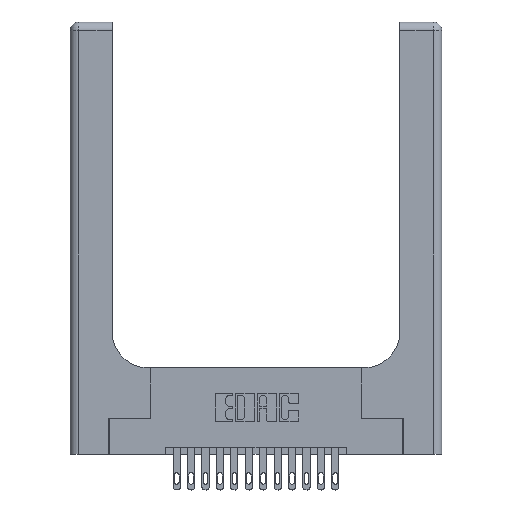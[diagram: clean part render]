
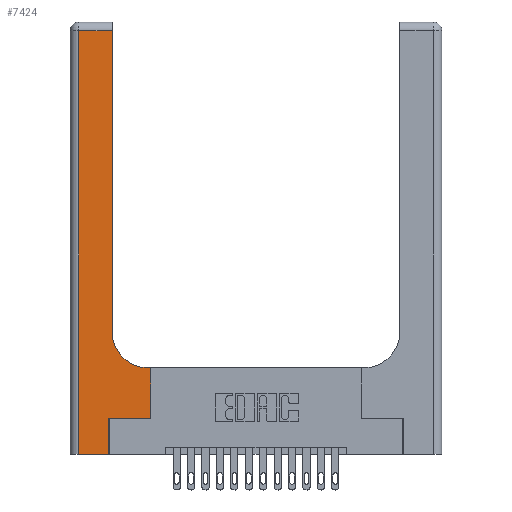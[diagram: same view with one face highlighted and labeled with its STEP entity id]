
A CAD part, top view. The second image highlights one B-rep face of the part: STEP entity #7424.
In plain terms, the highlighted planar face has unit normal (0, 0, 1).
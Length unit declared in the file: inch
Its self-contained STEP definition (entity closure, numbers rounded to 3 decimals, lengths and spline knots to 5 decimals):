
#161 = CARTESIAN_POINT ( 'NONE',  ( 0.2915, 2.94, 0.37 ) ) ;
#162 = ORIENTED_EDGE ( 'NONE', *, *, #3622, .T. ) ;
#528 = CARTESIAN_POINT ( 'NONE',  ( 0.5415, 0.6, 0.37 ) ) ;
#754 = VERTEX_POINT ( 'NONE', #7679 ) ;
#1006 = FACE_OUTER_BOUND ( 'NONE', #12885, .T. ) ;
#1286 = EDGE_CURVE ( 'NONE', #4433, #17454, #13400, .T. ) ;
#1795 = VECTOR ( 'NONE', #13557, 39.37008 ) ;
#2373 = CARTESIAN_POINT ( 'NONE',  ( 0.5585, 0.25, 0.37 ) ) ;
#2988 = ORIENTED_EDGE ( 'NONE', *, *, #14647, .T. ) ;
#3028 = VECTOR ( 'NONE', #5675, 39.37008 ) ;
#3034 = VECTOR ( 'NONE', #16084, 39.37008 ) ;
#3160 = LINE ( 'NONE', #14690, #1795 ) ;
#3394 = CARTESIAN_POINT ( 'NONE',  ( 0.269, 0.25, 0.37 ) ) ;
#3528 = VECTOR ( 'NONE', #12680, 39.37008 ) ;
#3622 = EDGE_CURVE ( 'NONE', #12270, #9282, #18233, .T. ) ;
#3674 = ORIENTED_EDGE ( 'NONE', *, *, #6675, .T. ) ;
#4433 = VERTEX_POINT ( 'NONE', #13012 ) ;
#4451 = CARTESIAN_POINT ( 'NONE',  ( 0.269, 0., 0.37 ) ) ;
#4541 = ORIENTED_EDGE ( 'NONE', *, *, #17420, .T. ) ;
#4654 = CARTESIAN_POINT ( 'NONE',  ( 0.2915, 0.6, 0.37 ) ) ;
#4887 = LINE ( 'NONE', #2373, #12119 ) ;
#5007 = DIRECTION ( 'NONE',  ( 0., 1., 0. ) ) ;
#5256 = ORIENTED_EDGE ( 'NONE', *, *, #1286, .T. ) ;
#5675 = DIRECTION ( 'NONE',  ( -1., 0., 0. ) ) ;
#5931 = DIRECTION ( 'NONE',  ( -1., 0., 0. ) ) ;
#6050 = ORIENTED_EDGE ( 'NONE', *, *, #17486, .T. ) ;
#6245 = CARTESIAN_POINT ( 'NONE',  ( 0.06, 0., 0.37 ) ) ;
#6507 = ORIENTED_EDGE ( 'NONE', *, *, #12109, .T. ) ;
#6675 = EDGE_CURVE ( 'NONE', #9282, #13209, #10947, .T. ) ;
#7180 = CARTESIAN_POINT ( 'NONE',  ( 0.5415, 0.85, 0.37 ) ) ;
#7424 = ADVANCED_FACE ( 'NONE', ( #1006 ), #13056, .F. ) ;
#7679 = CARTESIAN_POINT ( 'NONE',  ( 0.06, 2.94, 0.37 ) ) ;
#7955 = LINE ( 'NONE', #9668, #9794 ) ;
#9020 = DIRECTION ( 'NONE',  ( -1., 0., 0. ) ) ;
#9282 = VERTEX_POINT ( 'NONE', #13904 ) ;
#9387 = DIRECTION ( 'NONE',  ( 0., 0., -1. ) ) ;
#9456 = VECTOR ( 'NONE', #9020, 39.37008 ) ;
#9464 = VERTEX_POINT ( 'NONE', #13034 ) ;
#9549 = CARTESIAN_POINT ( 'NONE',  ( 0., 0., 0.37 ) ) ;
#9668 = CARTESIAN_POINT ( 'NONE',  ( 0.269, 0.25, 0.37 ) ) ;
#9788 = CARTESIAN_POINT ( 'NONE',  ( 0.2915, 3., 0.37 ) ) ;
#9794 = VECTOR ( 'NONE', #11164, 39.37008 ) ;
#10947 = LINE ( 'NONE', #9788, #3528 ) ;
#11164 = DIRECTION ( 'NONE',  ( 1., 0., 0. ) ) ;
#11581 = LINE ( 'NONE', #4654, #3028 ) ;
#11677 = CARTESIAN_POINT ( 'NONE',  ( 0., 3., 0.37 ) ) ;
#11797 = LINE ( 'NONE', #9549, #13799 ) ;
#12109 = EDGE_CURVE ( 'NONE', #9464, #16200, #4887, .T. ) ;
#12119 = VECTOR ( 'NONE', #5007, 39.37008 ) ;
#12270 = VERTEX_POINT ( 'NONE', #528 ) ;
#12381 = AXIS2_PLACEMENT_3D ( 'NONE', #7180, #9387, #15355 ) ;
#12680 = DIRECTION ( 'NONE',  ( 0., 1., 0. ) ) ;
#12734 = VERTEX_POINT ( 'NONE', #6245 ) ;
#12885 = EDGE_LOOP ( 'NONE', ( #3674, #6050, #4541, #2988, #5256, #12994, #6507, #15672, #162 ) ) ;
#12994 = ORIENTED_EDGE ( 'NONE', *, *, #14627, .T. ) ;
#13006 = AXIS2_PLACEMENT_3D ( 'NONE', #11677, #16119, #5931 ) ;
#13012 = CARTESIAN_POINT ( 'NONE',  ( 0.269, 0., 0.37 ) ) ;
#13034 = CARTESIAN_POINT ( 'NONE',  ( 0.5585, 0.25, 0.37 ) ) ;
#13056 = PLANE ( 'NONE',  #13006 ) ;
#13209 = VERTEX_POINT ( 'NONE', #161 ) ;
#13400 = LINE ( 'NONE', #4451, #3034 ) ;
#13508 = CARTESIAN_POINT ( 'NONE',  ( 0., 2.94, 0.37 ) ) ;
#13557 = DIRECTION ( 'NONE',  ( 0., -1., 0. ) ) ;
#13799 = VECTOR ( 'NONE', #16730, 39.37008 ) ;
#13904 = CARTESIAN_POINT ( 'NONE',  ( 0.2915, 0.85, 0.37 ) ) ;
#14433 = CARTESIAN_POINT ( 'NONE',  ( 0.5585, 0.6, 0.37 ) ) ;
#14627 = EDGE_CURVE ( 'NONE', #17454, #9464, #7955, .T. ) ;
#14647 = EDGE_CURVE ( 'NONE', #12734, #4433, #11797, .T. ) ;
#14690 = CARTESIAN_POINT ( 'NONE',  ( 0.06, 3., 0.37 ) ) ;
#15355 = DIRECTION ( 'NONE',  ( 1., 0., 0. ) ) ;
#15672 = ORIENTED_EDGE ( 'NONE', *, *, #17957, .T. ) ;
#16084 = DIRECTION ( 'NONE',  ( 0., 1., 0. ) ) ;
#16119 = DIRECTION ( 'NONE',  ( 0., 0., -1. ) ) ;
#16200 = VERTEX_POINT ( 'NONE', #14433 ) ;
#16730 = DIRECTION ( 'NONE',  ( 1., 0., 0. ) ) ;
#17420 = EDGE_CURVE ( 'NONE', #754, #12734, #3160, .T. ) ;
#17454 = VERTEX_POINT ( 'NONE', #3394 ) ;
#17486 = EDGE_CURVE ( 'NONE', #13209, #754, #18184, .T. ) ;
#17957 = EDGE_CURVE ( 'NONE', #16200, #12270, #11581, .T. ) ;
#18184 = LINE ( 'NONE', #13508, #9456 ) ;
#18233 = CIRCLE ( 'NONE', #12381, 0.25 ) ;
